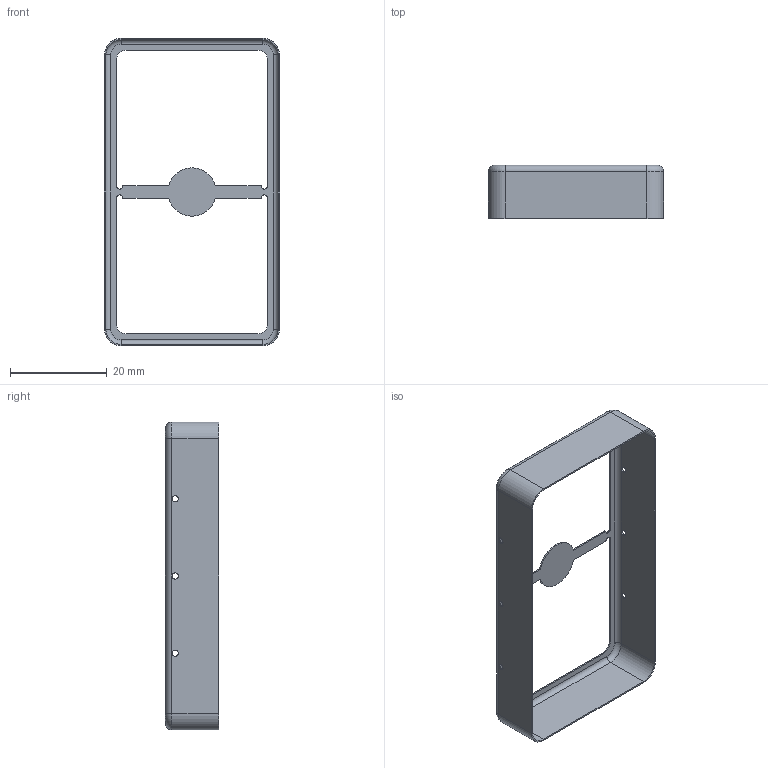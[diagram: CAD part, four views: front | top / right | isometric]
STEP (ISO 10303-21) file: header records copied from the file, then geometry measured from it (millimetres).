
FILE_DESCRIPTION (( 'STEP AP203' ), '1' );
FILE_NAME ('MS638-10F.step', '2020-11-16T13:51:28', ( '' ), ( '' ), 'SwSTEP 2.0', 'SolidWorks 2018', '' );
FILE_SCHEMA (( 'CONFIG_CONTROL_DESIGN' ));
Length unit declared in the file: millimetre
Products named in the file (1): MS638-10F
Bounding box: 36.3 x 11 x 63.8 mm (x, y, z)
Volume: 768.5 mm3; surface area: 5262 mm2
Topology: 1 solids, 1 shells, 77 faces, 193 edges, 118 vertices
Faces by surface type: cylinder 41, plane 28, torus 8
Entity records: 2410 total; most frequent: DIRECTION 439, CARTESIAN_POINT 389, ORIENTED_EDGE 386, EDGE_CURVE 193, AXIS2_PLACEMENT_3D 168, VERTEX_POINT 118, VECTOR 103, LINE 103
